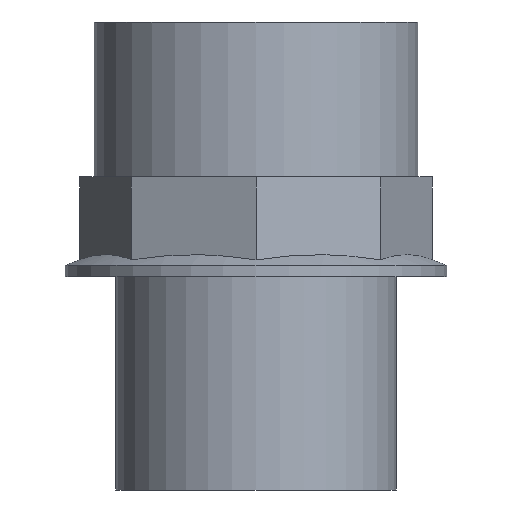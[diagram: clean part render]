
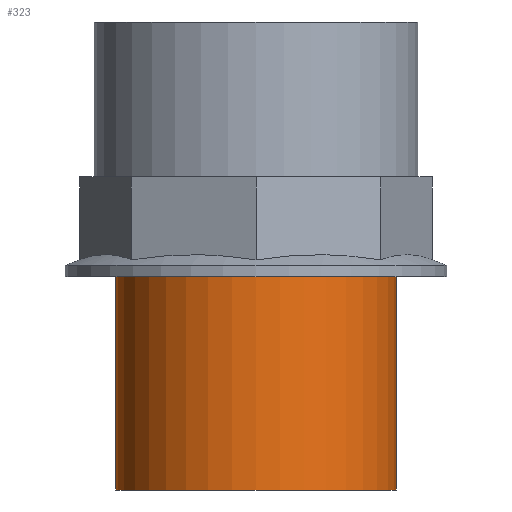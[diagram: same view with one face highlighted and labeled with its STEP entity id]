
A CAD part, front view. The second image highlights one B-rep face of the part: STEP entity #323.
In plain terms, the highlighted cylindrical face has radius 12.5 mm (diameter 25 mm), a full revolution.
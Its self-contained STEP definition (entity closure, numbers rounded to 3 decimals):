
#16=CYLINDRICAL_SURFACE($,#355,12.5);
#32=FACE_OUTER_BOUND($,#116,.T.);
#88=FACE_BOUND($,#117,.T.);
#116=EDGE_LOOP($,(#267));
#117=EDGE_LOOP($,(#268));
#144=CIRCLE($,#356,12.5);
#145=CIRCLE($,#357,12.5);
#174=VERTEX_POINT($,#548);
#175=VERTEX_POINT($,#550);
#212=EDGE_CURVE($,#174,#174,#144,.T.);
#213=EDGE_CURVE($,#175,#175,#145,.T.);
#267=ORIENTED_EDGE($,*,*,#212,.F.);
#268=ORIENTED_EDGE($,*,*,#213,.T.);
#323=ADVANCED_FACE($,(#32,#88),#16,.T.);
#355=AXIS2_PLACEMENT_3D($,#547,#428,#429);
#356=AXIS2_PLACEMENT_3D($,#549,#430,#431);
#357=AXIS2_PLACEMENT_3D($,#551,#432,#433);
#428=DIRECTION('center_axis',(0.,0.,1.));
#429=DIRECTION('ref_axis',(0.,-1.,0.));
#430=DIRECTION('center_axis',(0.,0.,1.));
#431=DIRECTION('ref_axis',(0.,-1.,0.));
#432=DIRECTION('center_axis',(0.,0.,1.));
#433=DIRECTION('ref_axis',(0.,-1.,0.));
#547=CARTESIAN_POINT('Origin',(0.,0.,9.5));
#548=CARTESIAN_POINT('',(0.,-12.5,19.));
#549=CARTESIAN_POINT('Origin',(0.,0.,19.));
#550=CARTESIAN_POINT('',(0.,-12.5,0.));
#551=CARTESIAN_POINT('Origin',(0.,0.,0.));
